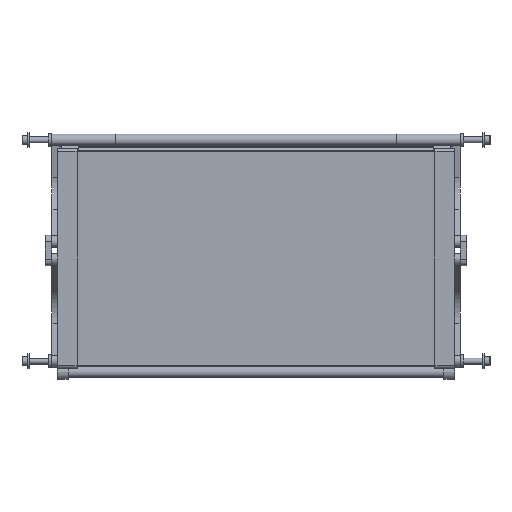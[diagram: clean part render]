
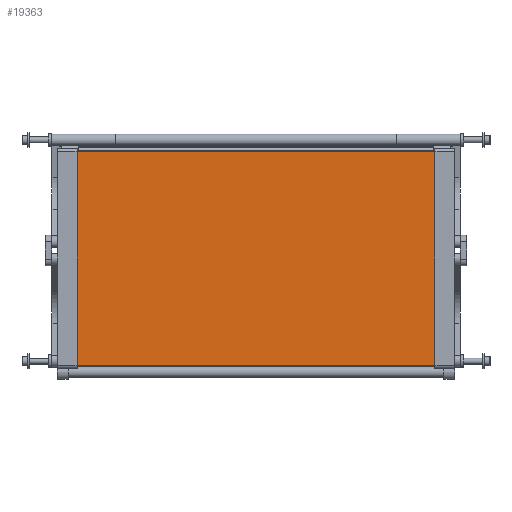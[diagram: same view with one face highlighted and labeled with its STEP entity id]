
A CAD part, front view. The second image highlights one B-rep face of the part: STEP entity #19363.
In plain terms, the highlighted planar face has unit normal (0, -1, 0).
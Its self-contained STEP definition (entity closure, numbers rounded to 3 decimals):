
#2386=FACE_OUTER_BOUND('',#3371,.T.);
#3371=EDGE_LOOP('',(#13224,#13225,#13226,#13227));
#4425=LINE('',#28012,#6452);
#4431=LINE('',#28031,#6458);
#4457=LINE('',#28105,#6484);
#4458=LINE('',#28107,#6485);
#6452=VECTOR('',#22358,10.);
#6458=VECTOR('',#22374,10.);
#6484=VECTOR('',#22454,10.);
#6485=VECTOR('',#22457,10.);
#8483=VERTEX_POINT('',#28009);
#8484=VERTEX_POINT('',#28011);
#8491=VERTEX_POINT('',#28028);
#8492=VERTEX_POINT('',#28030);
#10298=EDGE_CURVE('',#8484,#8483,#4425,.T.);
#10307=EDGE_CURVE('',#8491,#8492,#4431,.T.);
#10345=EDGE_CURVE('',#8483,#8492,#4457,.T.);
#10346=EDGE_CURVE('',#8484,#8491,#4458,.T.);
#13224=ORIENTED_EDGE('',*,*,#10345,.T.);
#13225=ORIENTED_EDGE('',*,*,#10307,.F.);
#13226=ORIENTED_EDGE('',*,*,#10346,.F.);
#13227=ORIENTED_EDGE('',*,*,#10298,.T.);
#18799=PLANE('',#20561);
#19363=ADVANCED_FACE('',(#2386),#18799,.T.);
#20561=AXIS2_PLACEMENT_3D('',#28106,#22455,#22456);
#22358=DIRECTION('',(0.,0.,-1.));
#22374=DIRECTION('',(0.,0.,-1.));
#22454=DIRECTION('',(1.,0.,0.));
#22455=DIRECTION('center_axis',(0.,-1.,0.));
#22456=DIRECTION('ref_axis',(0.,0.,-1.));
#22457=DIRECTION('',(1.,0.,0.));
#28009=CARTESIAN_POINT('',(-202.,-7.,-108.7));
#28011=CARTESIAN_POINT('',(-202.,-7.,108.7));
#28012=CARTESIAN_POINT('',(-202.,-7.,108.7));
#28028=CARTESIAN_POINT('',(202.,-7.,108.7));
#28030=CARTESIAN_POINT('',(202.,-7.,-108.7));
#28031=CARTESIAN_POINT('',(202.,-7.,108.7));
#28105=CARTESIAN_POINT('',(0.,-7.,-108.7));
#28106=CARTESIAN_POINT('Origin',(0.,-7.,108.7));
#28107=CARTESIAN_POINT('',(0.,-7.,108.7));
